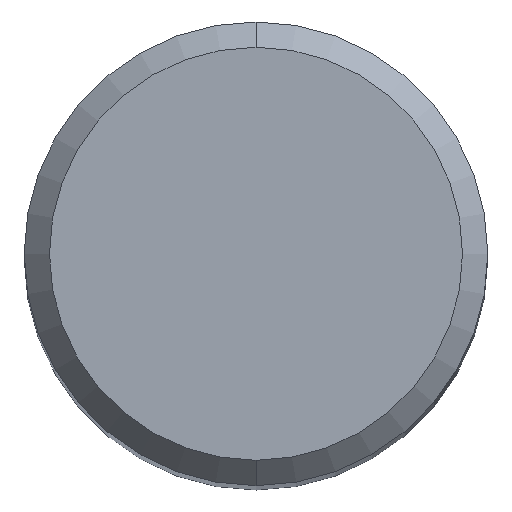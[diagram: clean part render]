
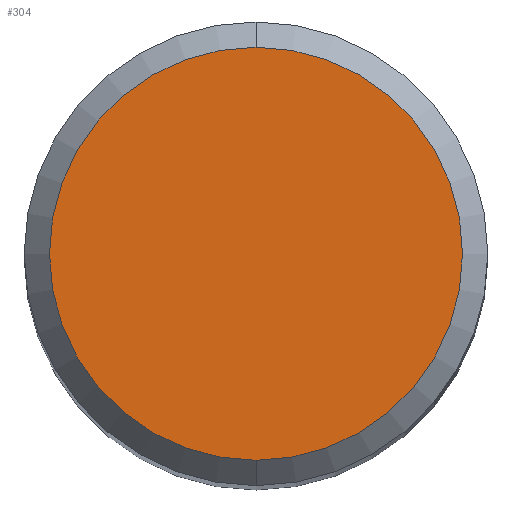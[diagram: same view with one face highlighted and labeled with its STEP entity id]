
A CAD part, top view. The second image highlights one B-rep face of the part: STEP entity #304.
In plain terms, the highlighted planar face has unit normal (0, 0, 1).
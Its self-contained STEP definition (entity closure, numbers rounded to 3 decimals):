
#204=VERTEX_POINT('',#510);
#208=EDGE_CURVE('',#342,#204,#514,.T.);
#304=ADVANCED_FACE('',(#620),#621,.T.);
#342=VERTEX_POINT('',#662);
#446=EDGE_CURVE('',#204,#342,#777,.T.);
#510=CARTESIAN_POINT('',(0.0,4.9,0.0));
#514=CIRCLE('',#885,4.9);
#620=FACE_OUTER_BOUND('',#1115,.T.);
#621=PLANE('',#1116);
#662=CARTESIAN_POINT('',(0.,-4.9,0.0));
#777=CIRCLE('',#1460,4.9);
#885=AXIS2_PLACEMENT_3D('',#1528,#1529,#1530);
#1115=EDGE_LOOP('',(#1636,#1637));
#1116=AXIS2_PLACEMENT_3D('',#1638,#1639,#1640);
#1460=AXIS2_PLACEMENT_3D('',#1814,#1815,#1816);
#1528=CARTESIAN_POINT('',(0.0,0.0,0.0));
#1529=DIRECTION('',(0.0,0.0,-1.0));
#1530=DIRECTION('',(0.0,1.0,0.0));
#1636=ORIENTED_EDGE('',*,*,#446,.F.);
#1637=ORIENTED_EDGE('',*,*,#208,.F.);
#1638=CARTESIAN_POINT('',(0.0,2.45,0.0));
#1639=DIRECTION('',(-0.0,0.0,1.0));
#1640=DIRECTION('',(0.0,-1.0,0.0));
#1814=CARTESIAN_POINT('',(0.0,0.0,0.0));
#1815=DIRECTION('',(0.0,0.0,-1.0));
#1816=DIRECTION('',(0.0,1.0,0.0));
